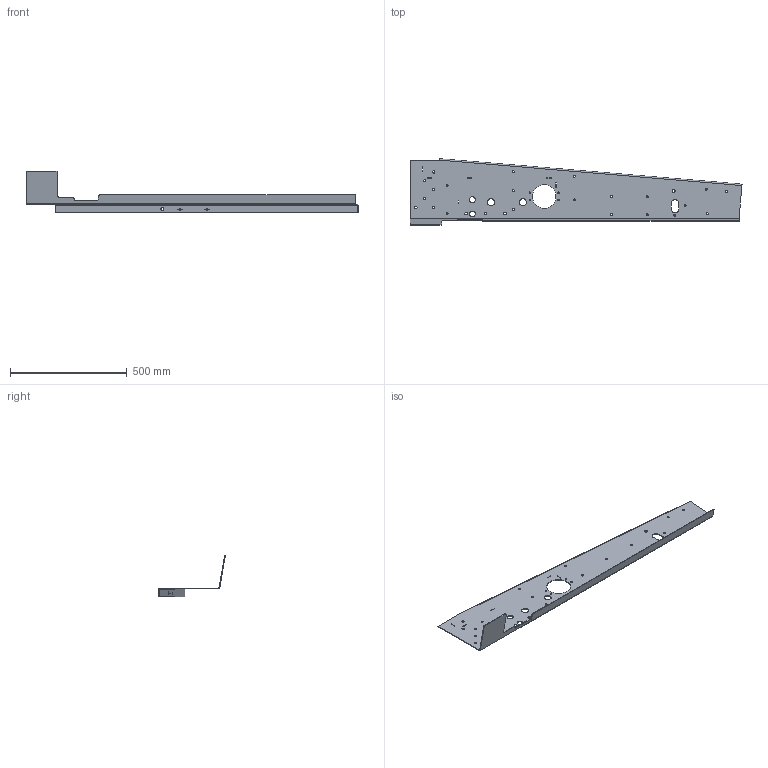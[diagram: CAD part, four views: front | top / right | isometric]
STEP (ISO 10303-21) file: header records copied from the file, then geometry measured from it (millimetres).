
FILE_DESCRIPTION (( 'STEP AP203' ), '1' );
FILE_NAME ('2234305121_Default_sldprt.STEP', '2023-01-20T01:29:40', ( '' ), ( '' ), 'SwSTEP 2.0', 'SolidWorks 2022', '' );
FILE_SCHEMA (( 'CONFIG_CONTROL_DESIGN' ));
Length unit declared in the file: inch
Products named in the file (1): 2234305121_Default_sldprt
Bounding box: 1422.91 x 286.01 x 179.49 mm (x, y, z)
Volume: 1195646.4 mm3; surface area: 804459.1 mm2
Topology: 1 solids, 1 shells, 148 faces, 422 edges, 276 vertices
Faces by surface type: cylinder 97, plane 51
Entity records: 5167 total; most frequent: DIRECTION 914, CARTESIAN_POINT 847, ORIENTED_EDGE 844, EDGE_CURVE 422, AXIS2_PLACEMENT_3D 343, VERTEX_POINT 276, EDGE_LOOP 246, LINE 228
